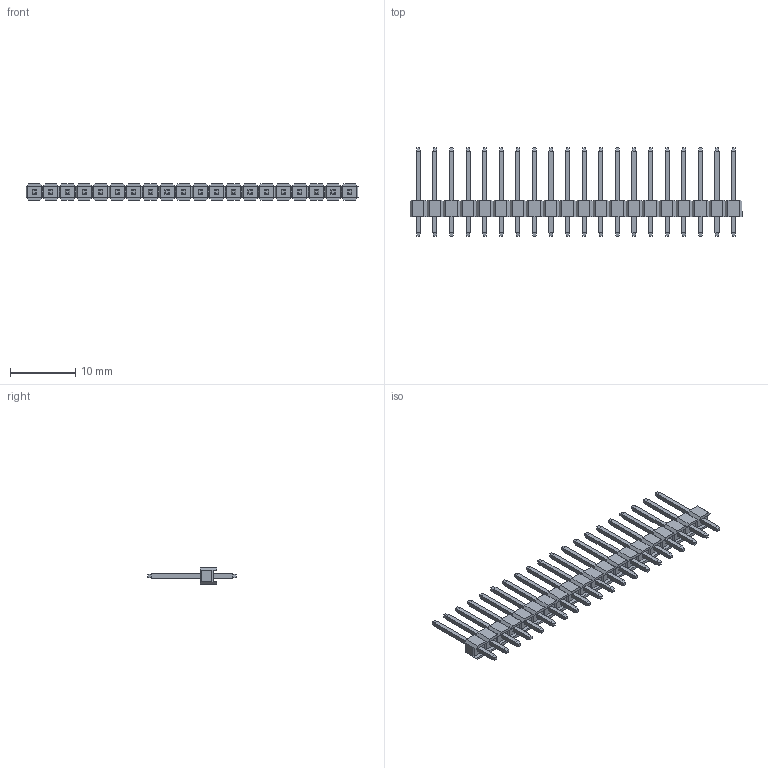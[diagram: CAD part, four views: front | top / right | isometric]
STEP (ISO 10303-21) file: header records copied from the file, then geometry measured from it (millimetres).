
FILE_DESCRIPTION (( 'STEP AP214' ), '1' );
FILE_NAME ('1x20 Male Pin Header.STEP', '2018-11-15T18:00:21', ( 'M.B.I.' ), ( '' ), 'SwSTEP 2.0', '', '' );
FILE_SCHEMA (( 'AUTOMOTIVE_DESIGN' ));
Length unit declared in the file: millimetre
Products named in the file (1): 1x20 Male Pin Header
Bounding box: 50.8 x 13.54 x 2.5 mm (x, y, z)
Volume: 348.8 mm3; surface area: 1384.4 mm2
Topology: 21 solids, 21 shells, 768 faces, 1974 edges, 1248 vertices
Faces by surface type: plane 768
Entity records: 22840 total; most frequent: CARTESIAN_POINT 3991, ORIENTED_EDGE 3948, DIRECTION 3512, LINE 1974, EDGE_CURVE 1974, VECTOR 1974, VERTEX_POINT 1248, EDGE_LOOP 808
